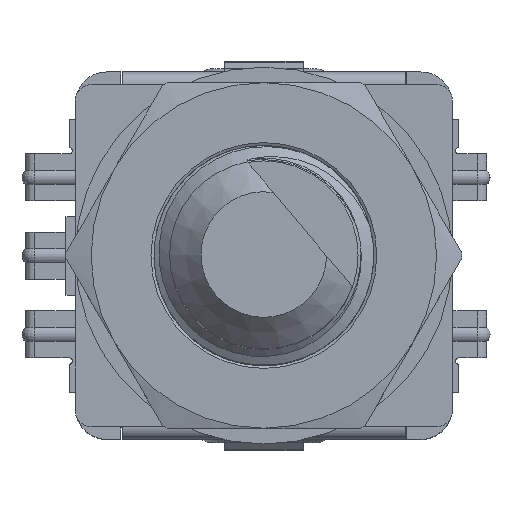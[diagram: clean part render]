
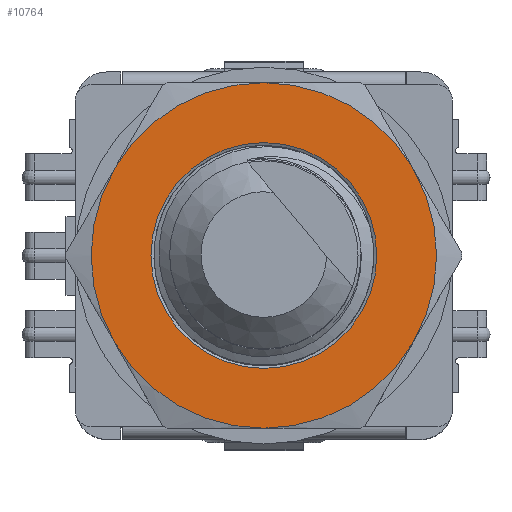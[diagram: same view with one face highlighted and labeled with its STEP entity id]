
A CAD part, top view. The second image highlights one B-rep face of the part: STEP entity #10764.
In plain terms, the highlighted planar face has unit normal (0, 0, 1).
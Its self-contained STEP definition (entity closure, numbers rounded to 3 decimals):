
#8737 = VERTEX_POINT('',#8738);
#8738 = CARTESIAN_POINT('',(3.956,-2.5,7.8));
#8743 = EDGE_CURVE('',#8737,#8737,#8744,.T.);
#8744 = CIRCLE('',#8745,3.594);
#8745 = AXIS2_PLACEMENT_3D('',#8746,#8747,#8748);
#8746 = CARTESIAN_POINT('',(7.55,-2.5,7.8));
#8747 = DIRECTION('',(0.,0.,-1.));
#8748 = DIRECTION('',(-1.,0.,0.));
#10764 = ADVANCED_FACE('',(#10765,#10821),#10824,.T.);
#10765 = FACE_BOUND('',#10766,.T.);
#10766 = EDGE_LOOP('',(#10767,#10778,#10787,#10796,#10805,#10814));
#10767 = ORIENTED_EDGE('',*,*,#10768,.F.);
#10768 = EDGE_CURVE('',#10769,#10771,#10773,.T.);
#10769 = VERTEX_POINT('',#10770);
#10770 = CARTESIAN_POINT('',(7.55,-8.,7.8));
#10771 = VERTEX_POINT('',#10772);
#10772 = CARTESIAN_POINT('',(2.787,-5.25,7.8));
#10773 = CIRCLE('',#10774,5.5);
#10774 = AXIS2_PLACEMENT_3D('',#10775,#10776,#10777);
#10775 = CARTESIAN_POINT('',(7.55,-2.5,7.8));
#10776 = DIRECTION('',(0.,0.,-1.));
#10777 = DIRECTION('',(0.,-1.,0.));
#10778 = ORIENTED_EDGE('',*,*,#10779,.F.);
#10779 = EDGE_CURVE('',#10780,#10769,#10782,.T.);
#10780 = VERTEX_POINT('',#10781);
#10781 = CARTESIAN_POINT('',(12.313,-5.25,7.8));
#10782 = CIRCLE('',#10783,5.5);
#10783 = AXIS2_PLACEMENT_3D('',#10784,#10785,#10786);
#10784 = CARTESIAN_POINT('',(7.55,-2.5,7.8));
#10785 = DIRECTION('',(0.,0.,-1.));
#10786 = DIRECTION('',(0.866,-0.5,0.));
#10787 = ORIENTED_EDGE('',*,*,#10788,.F.);
#10788 = EDGE_CURVE('',#10789,#10780,#10791,.T.);
#10789 = VERTEX_POINT('',#10790);
#10790 = CARTESIAN_POINT('',(12.313,0.25,7.8));
#10791 = CIRCLE('',#10792,5.5);
#10792 = AXIS2_PLACEMENT_3D('',#10793,#10794,#10795);
#10793 = CARTESIAN_POINT('',(7.55,-2.5,7.8));
#10794 = DIRECTION('',(0.,0.,-1.));
#10795 = DIRECTION('',(0.866,0.5,0.));
#10796 = ORIENTED_EDGE('',*,*,#10797,.F.);
#10797 = EDGE_CURVE('',#10798,#10789,#10800,.T.);
#10798 = VERTEX_POINT('',#10799);
#10799 = CARTESIAN_POINT('',(7.55,3.,7.8));
#10800 = CIRCLE('',#10801,5.5);
#10801 = AXIS2_PLACEMENT_3D('',#10802,#10803,#10804);
#10802 = CARTESIAN_POINT('',(7.55,-2.5,7.8));
#10803 = DIRECTION('',(0.,0.,-1.));
#10804 = DIRECTION('',(0.,1.,0.));
#10805 = ORIENTED_EDGE('',*,*,#10806,.F.);
#10806 = EDGE_CURVE('',#10807,#10798,#10809,.T.);
#10807 = VERTEX_POINT('',#10808);
#10808 = CARTESIAN_POINT('',(2.787,0.25,7.8));
#10809 = CIRCLE('',#10810,5.5);
#10810 = AXIS2_PLACEMENT_3D('',#10811,#10812,#10813);
#10811 = CARTESIAN_POINT('',(7.55,-2.5,7.8));
#10812 = DIRECTION('',(0.,0.,-1.));
#10813 = DIRECTION('',(-0.866,0.5,0.));
#10814 = ORIENTED_EDGE('',*,*,#10815,.F.);
#10815 = EDGE_CURVE('',#10771,#10807,#10816,.T.);
#10816 = CIRCLE('',#10817,5.5);
#10817 = AXIS2_PLACEMENT_3D('',#10818,#10819,#10820);
#10818 = CARTESIAN_POINT('',(7.55,-2.5,7.8));
#10819 = DIRECTION('',(0.,0.,-1.));
#10820 = DIRECTION('',(-0.866,-0.5,0.));
#10821 = FACE_BOUND('',#10822,.T.);
#10822 = EDGE_LOOP('',(#10823));
#10823 = ORIENTED_EDGE('',*,*,#8743,.T.);
#10824 = PLANE('',#10825);
#10825 = AXIS2_PLACEMENT_3D('',#10826,#10827,#10828);
#10826 = CARTESIAN_POINT('',(7.55,-2.5,7.8));
#10827 = DIRECTION('',(0.,0.,1.));
#10828 = DIRECTION('',(-1.,0.,0.));
